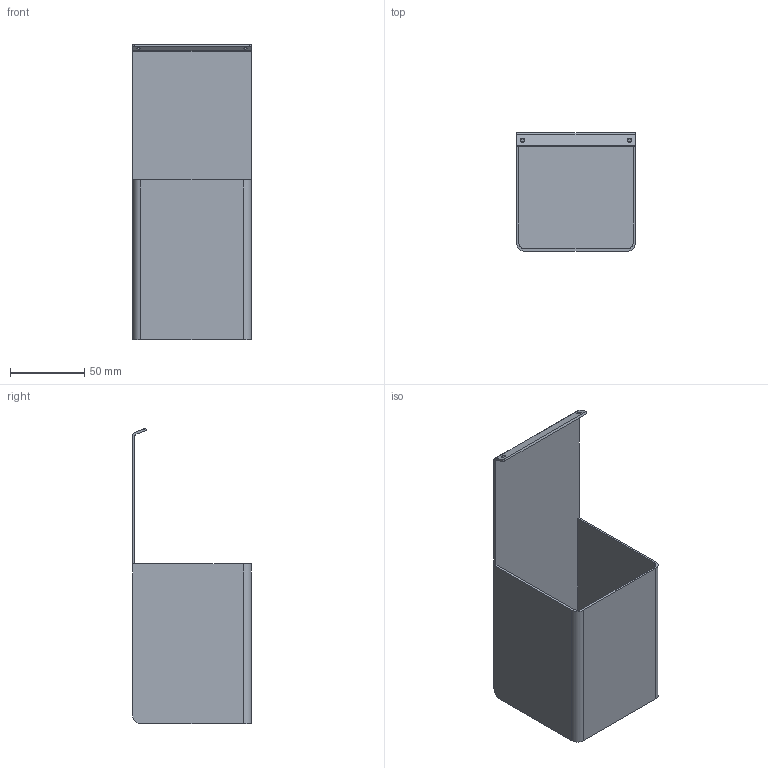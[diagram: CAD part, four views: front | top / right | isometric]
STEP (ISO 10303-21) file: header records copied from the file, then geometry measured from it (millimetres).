
FILE_DESCRIPTION(('STEP AP214'),'1');
FILE_NAME('cher.STP','2023-11-23T10:25:27',(' '),(' '),'Spatial InterOp 3D',' ',' ');
FILE_SCHEMA(('AUTOMOTIVE_DESIGN { 1 0 10303 214 1 1 1 1 }'));
Length unit declared in the file: millimetre
Products named in the file (1): Universalk_cher TrsanForm+|Universalk__cher Winkel#Universalk_cher Winkel;Universalk_cher Winkel
Bounding box: 80 x 80 x 199.73 mm (x, y, z)
Volume: 70404.8 mm3; surface area: 95989.2 mm2
Topology: 2 solids, 2 shells, 42 faces, 116 edges, 78 vertices
Faces by surface type: plane 24, cylinder 18
Entity records: 1400 total; most frequent: DIRECTION 242, CARTESIAN_POINT 238, ORIENTED_EDGE 232, EDGE_CURVE 116, AXIS2_PLACEMENT_3D 82, VERTEX_POINT 78, LINE 78, VECTOR 78
